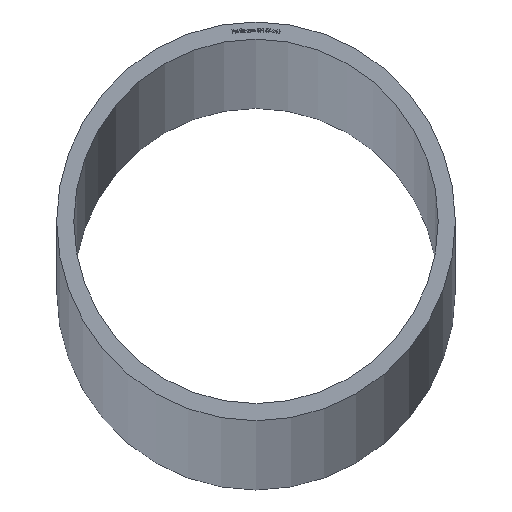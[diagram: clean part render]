
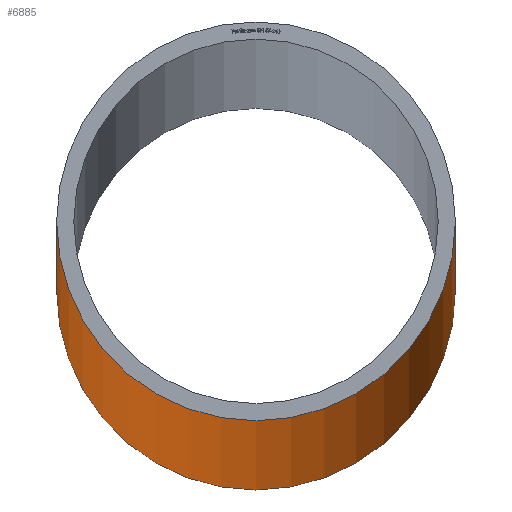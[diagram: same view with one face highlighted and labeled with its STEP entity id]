
A CAD part, top view. The second image highlights one B-rep face of the part: STEP entity #6885.
In plain terms, the highlighted cylindrical face has radius 30.15 mm (diameter 60.3 mm), a partial arc.
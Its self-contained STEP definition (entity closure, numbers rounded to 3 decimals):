
#561 = AXIS2_PLACEMENT_3D ( 'NONE', #11121, #12079, #682 ) ;
#653 = AXIS2_PLACEMENT_3D ( 'NONE', #11057, #5379, #12019 ) ;
#682 = DIRECTION ( 'NONE',  ( 1., 0., 0. ) ) ;
#965 = AXIS2_PLACEMENT_3D ( 'NONE', #11061, #5382, #12023 ) ;
#1010 = VERTEX_POINT ( 'NONE', #10753 ) ;
#1391 = CYLINDRICAL_SURFACE ( 'NONE', #561, 30.15 ) ;
#1536 = CARTESIAN_POINT ( 'NONE',  ( -30.15, 0., -6000. ) ) ;
#1816 = ORIENTED_EDGE ( 'NONE', *, *, #3055, .F. ) ;
#2811 = CARTESIAN_POINT ( 'NONE',  ( -30.15, 0., 0. ) ) ;
#3055 = EDGE_CURVE ( 'NONE', #6152, #12220, #11244, .T. ) ;
#3335 = DIRECTION ( 'NONE',  ( 0., 0., 1. ) ) ;
#3554 = VECTOR ( 'NONE', #8757, 1000. ) ;
#3633 = EDGE_CURVE ( 'NONE', #10559, #12220, #3803, .T. ) ;
#3803 = LINE ( 'NONE', #7813, #3554 ) ;
#4031 = CARTESIAN_POINT ( 'NONE',  ( 30.15, 0., 0. ) ) ;
#4080 = EDGE_CURVE ( 'NONE', #1010, #6152, #10175, .T. ) ;
#4545 = CIRCLE ( 'NONE', #965, 30.15 ) ;
#5379 = DIRECTION ( 'NONE',  ( 0., 0., 1. ) ) ;
#5382 = DIRECTION ( 'NONE',  ( 0., 0., 1. ) ) ;
#6152 = VERTEX_POINT ( 'NONE', #2811 ) ;
#6451 = ORIENTED_EDGE ( 'NONE', *, *, #4080, .F. ) ;
#6885 = ADVANCED_FACE ( 'NONE', ( #9264 ), #1391, .T. ) ;
#7259 = ORIENTED_EDGE ( 'NONE', *, *, #3633, .T. ) ;
#7813 = CARTESIAN_POINT ( 'NONE',  ( 30.15, 0., -6000. ) ) ;
#8757 = DIRECTION ( 'NONE',  ( 0., 0., 1. ) ) ;
#8826 = EDGE_LOOP ( 'NONE', ( #6451, #11040, #7259, #1816 ) ) ;
#9264 = FACE_OUTER_BOUND ( 'NONE', #8826, .T. ) ;
#9340 = EDGE_CURVE ( 'NONE', #1010, #10559, #4545, .T. ) ;
#9421 = CARTESIAN_POINT ( 'NONE',  ( 30.15, 0., -6000. ) ) ;
#9885 = VECTOR ( 'NONE', #3335, 1000. ) ;
#10175 = LINE ( 'NONE', #1536, #9885 ) ;
#10559 = VERTEX_POINT ( 'NONE', #9421 ) ;
#10753 = CARTESIAN_POINT ( 'NONE',  ( -30.15, 0., -6000. ) ) ;
#11040 = ORIENTED_EDGE ( 'NONE', *, *, #9340, .T. ) ;
#11057 = CARTESIAN_POINT ( 'NONE',  ( 0., 0., 0. ) ) ;
#11061 = CARTESIAN_POINT ( 'NONE',  ( 0., 0., -6000. ) ) ;
#11121 = CARTESIAN_POINT ( 'NONE',  ( 0., 0., -6000. ) ) ;
#11244 = CIRCLE ( 'NONE', #653, 30.15 ) ;
#12019 = DIRECTION ( 'NONE',  ( 1., 0., 0. ) ) ;
#12023 = DIRECTION ( 'NONE',  ( 1., 0., 0. ) ) ;
#12079 = DIRECTION ( 'NONE',  ( 0., 0., 1. ) ) ;
#12220 = VERTEX_POINT ( 'NONE', #4031 ) ;
